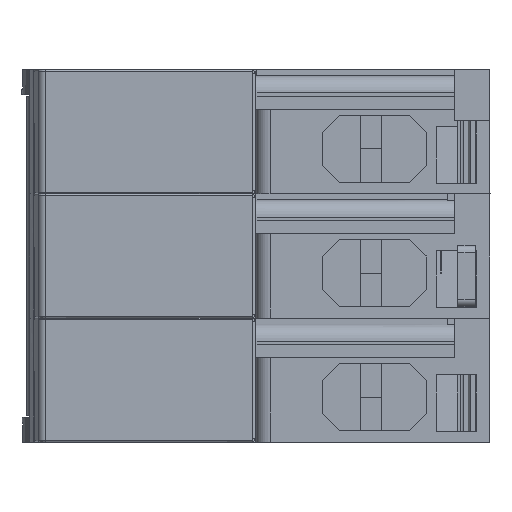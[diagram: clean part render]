
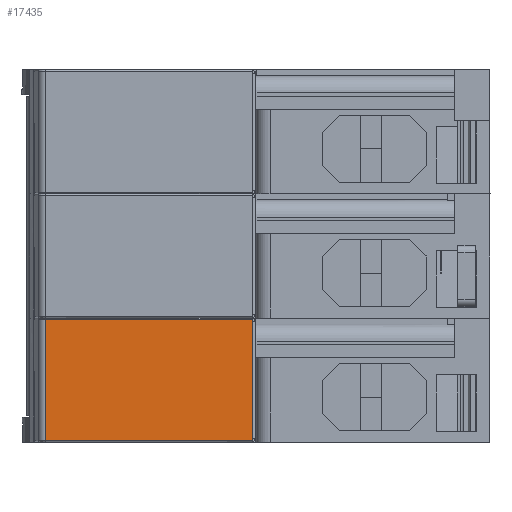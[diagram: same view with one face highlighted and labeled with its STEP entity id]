
A CAD part, left-side view. The second image highlights one B-rep face of the part: STEP entity #17435.
In plain terms, the highlighted planar face has unit normal (-1, 0, 0).
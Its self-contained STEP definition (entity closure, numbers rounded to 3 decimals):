
#1810 = LINE ( 'NONE', #1811, #4451 ) ;
#1811 = CARTESIAN_POINT ( 'NONE',  ( -20.1, -23.513, -175.75 ) ) ;
#1812 = DIRECTION ( 'NONE',  ( 0., 0., -1. ) ) ;
#4451 = VECTOR ( 'NONE', #1812, 1000. ) ;
#7072 = EDGE_LOOP ( 'NONE', ( #28596, #28599, #28597, #28598 ) ) ;
#8605 = VECTOR ( 'NONE', #20373, 1000. ) ;
#8606 = VECTOR ( 'NONE', #20376, 1000. ) ;
#8609 = VECTOR ( 'NONE', #20386, 1000. ) ;
#13934 = FACE_OUTER_BOUND ( 'NONE', #7072, .T. ) ;
#13937 = AXIS2_PLACEMENT_3D ( 'NONE', #18551, #18552, #18553 ) ;
#15715 = CARTESIAN_POINT ( 'NONE',  ( -20.1, 5.711, -167.2 ) ) ;
#15727 = CARTESIAN_POINT ( 'NONE',  ( -20.1, 5.711, -184.3 ) ) ;
#15768 = CARTESIAN_POINT ( 'NONE',  ( -20.1, -23.513, -184.3 ) ) ;
#15772 = CARTESIAN_POINT ( 'NONE',  ( -20.1, -23.513, -167.2 ) ) ;
#17435 = ADVANCED_FACE ( 'NONE', ( #13934 ), #18550, .T. ) ;
#18550 = PLANE ( 'NONE',  #13937 ) ;
#18551 = CARTESIAN_POINT ( 'NONE',  ( -20.1, 5.711, -184.3 ) ) ;
#18552 = DIRECTION ( 'NONE',  ( -1., 0., 0. ) ) ;
#18553 = DIRECTION ( 'NONE',  ( 0., -1., 0. ) ) ;
#20371 = LINE ( 'NONE', #20372, #8605 ) ;
#20372 = CARTESIAN_POINT ( 'NONE',  ( -20.1, 5.711, -175.75 ) ) ;
#20373 = DIRECTION ( 'NONE',  ( 0., 0., -1. ) ) ;
#20374 = LINE ( 'NONE', #20375, #8606 ) ;
#20375 = CARTESIAN_POINT ( 'NONE',  ( -20.1, -8.901, -184.3 ) ) ;
#20376 = DIRECTION ( 'NONE',  ( 0., -1., 0. ) ) ;
#20384 = LINE ( 'NONE', #20385, #8609 ) ;
#20385 = CARTESIAN_POINT ( 'NONE',  ( -20.1, -8.901, -167.2 ) ) ;
#20386 = DIRECTION ( 'NONE',  ( 0., 1., 0. ) ) ;
#26594 = EDGE_CURVE ( 'NONE', #33312, #33310, #1810, .T. ) ;
#27540 = EDGE_CURVE ( 'NONE', #33280, #33287, #20371, .T. ) ;
#27541 = EDGE_CURVE ( 'NONE', #33287, #33310, #20374, .T. ) ;
#27544 = EDGE_CURVE ( 'NONE', #33312, #33280, #20384, .T. ) ;
#28596 = ORIENTED_EDGE ( 'NONE', *, *, #26594, .F. ) ;
#28597 = ORIENTED_EDGE ( 'NONE', *, *, #27540, .T. ) ;
#28598 = ORIENTED_EDGE ( 'NONE', *, *, #27541, .T. ) ;
#28599 = ORIENTED_EDGE ( 'NONE', *, *, #27544, .T. ) ;
#33280 = VERTEX_POINT ( 'NONE', #15715 ) ;
#33287 = VERTEX_POINT ( 'NONE', #15727 ) ;
#33310 = VERTEX_POINT ( 'NONE', #15768 ) ;
#33312 = VERTEX_POINT ( 'NONE', #15772 ) ;
